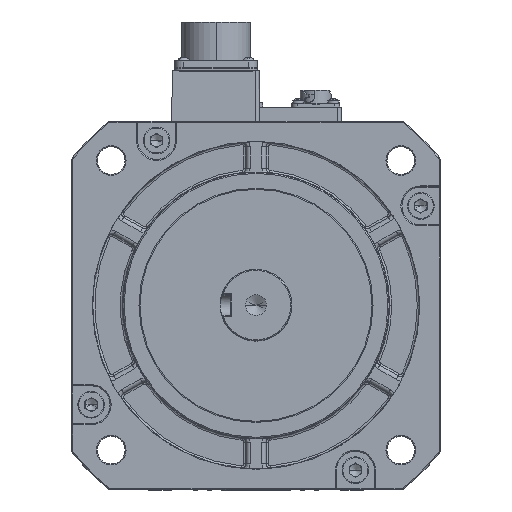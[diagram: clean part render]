
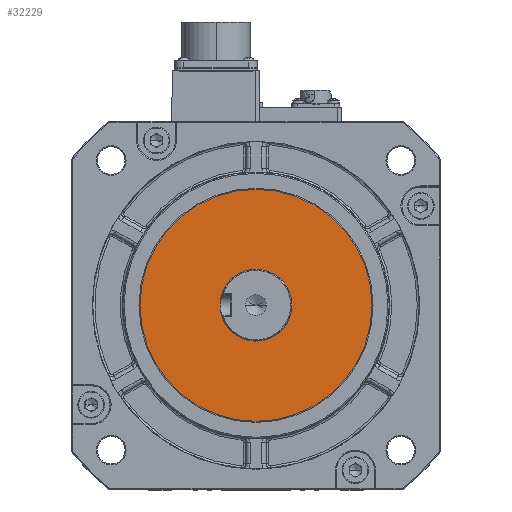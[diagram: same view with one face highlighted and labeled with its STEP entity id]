
A CAD part, top view. The second image highlights one B-rep face of the part: STEP entity #32229.
In plain terms, the highlighted planar face has unit normal (0, 0, 1).
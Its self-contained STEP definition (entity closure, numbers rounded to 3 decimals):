
#2718 = CARTESIAN_POINT ( 'NONE',  ( 0., 0., 63.2 ) ) ;
#2750 = ORIENTED_EDGE ( 'NONE', *, *, #47594, .F. ) ;
#3173 = AXIS2_PLACEMENT_3D ( 'NONE', #2718, #60437, #25525 ) ;
#5109 = CARTESIAN_POINT ( 'NONE',  ( 17.471, 0., 63.2 ) ) ;
#9145 = DIRECTION ( 'NONE',  ( 1., 0., 0. ) ) ;
#9976 = EDGE_LOOP ( 'NONE', ( #37879, #59698 ) ) ;
#10345 = CIRCLE ( 'NONE', #3173, 56.65 ) ;
#11609 = CIRCLE ( 'NONE', #57173, 17.471 ) ;
#15227 = VERTEX_POINT ( 'NONE', #5109 ) ;
#21722 = VERTEX_POINT ( 'NONE', #46494 ) ;
#22090 = ORIENTED_EDGE ( 'NONE', *, *, #57820, .F. ) ;
#25525 = DIRECTION ( 'NONE',  ( 1., 0., 0. ) ) ;
#27437 = DIRECTION ( 'NONE',  ( 0., 0., 1. ) ) ;
#27786 = CARTESIAN_POINT ( 'NONE',  ( -17.471, 0., 63.2 ) ) ;
#28244 = VERTEX_POINT ( 'NONE', #27786 ) ;
#30719 = CARTESIAN_POINT ( 'NONE',  ( 0., 0., 63.2 ) ) ;
#31921 = FACE_OUTER_BOUND ( 'NONE', #9976, .T. ) ;
#32229 = ADVANCED_FACE ( 'NONE', ( #66981, #31921 ), #71709, .T. ) ;
#32839 = EDGE_LOOP ( 'NONE', ( #22090, #2750 ) ) ;
#37741 = CARTESIAN_POINT ( 'NONE',  ( 52.5, 0., 63.2 ) ) ;
#37879 = ORIENTED_EDGE ( 'NONE', *, *, #74319, .T. ) ;
#38709 = CARTESIAN_POINT ( 'NONE',  ( 0., 0., 63.2 ) ) ;
#39715 = DIRECTION ( 'NONE',  ( 0., 1., 0. ) ) ;
#42563 = CARTESIAN_POINT ( 'NONE',  ( 56.65, 0., 63.2 ) ) ;
#42735 = AXIS2_PLACEMENT_3D ( 'NONE', #71123, #48196, #66317 ) ;
#43508 = DIRECTION ( 'NONE',  ( 0., 0., 1. ) ) ;
#44026 = AXIS2_PLACEMENT_3D ( 'NONE', #37741, #43508, #9145 ) ;
#44102 = VERTEX_POINT ( 'NONE', #42563 ) ;
#46494 = CARTESIAN_POINT ( 'NONE',  ( -56.65, 0., 63.2 ) ) ;
#47594 = EDGE_CURVE ( 'NONE', #28244, #15227, #11609, .T. ) ;
#48196 = DIRECTION ( 'NONE',  ( 0., 0., 1. ) ) ;
#54326 = CIRCLE ( 'NONE', #64563, 17.471 ) ;
#57173 = AXIS2_PLACEMENT_3D ( 'NONE', #38709, #27437, #39715 ) ;
#57820 = EDGE_CURVE ( 'NONE', #15227, #28244, #54326, .T. ) ;
#59339 = DIRECTION ( 'NONE',  ( 0., 1., 0. ) ) ;
#59698 = ORIENTED_EDGE ( 'NONE', *, *, #61846, .T. ) ;
#60437 = DIRECTION ( 'NONE',  ( 0., 0., 1. ) ) ;
#61846 = EDGE_CURVE ( 'NONE', #44102, #21722, #10345, .T. ) ;
#64563 = AXIS2_PLACEMENT_3D ( 'NONE', #30719, #70717, #59339 ) ;
#66317 = DIRECTION ( 'NONE',  ( 1., 0., 0. ) ) ;
#66981 = FACE_BOUND ( 'NONE', #32839, .T. ) ;
#70717 = DIRECTION ( 'NONE',  ( 0., 0., 1. ) ) ;
#71123 = CARTESIAN_POINT ( 'NONE',  ( 0., 0., 63.2 ) ) ;
#71709 = PLANE ( 'NONE',  #44026 ) ;
#71771 = CIRCLE ( 'NONE', #42735, 56.65 ) ;
#74319 = EDGE_CURVE ( 'NONE', #21722, #44102, #71771, .T. ) ;
